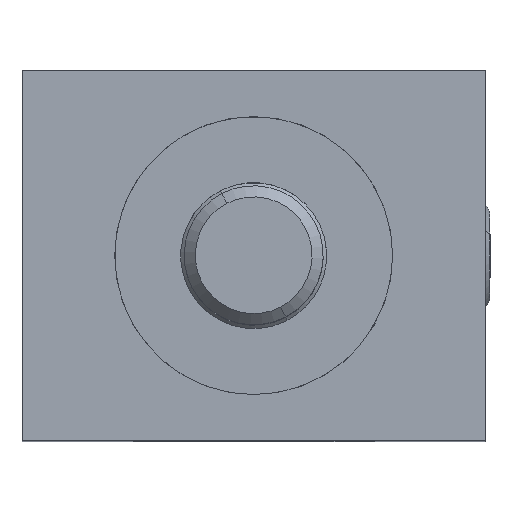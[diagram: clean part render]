
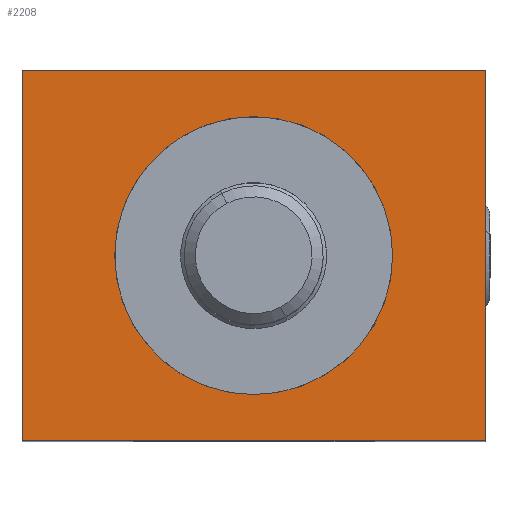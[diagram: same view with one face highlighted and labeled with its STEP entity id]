
A CAD part, top view. The second image highlights one B-rep face of the part: STEP entity #2208.
In plain terms, the highlighted planar face has unit normal (0, 0, 1).
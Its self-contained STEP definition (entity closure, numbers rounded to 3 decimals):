
#58 = DIRECTION ( 'NONE',  ( 0., -1., 0. ) ) ;
#223 = FACE_BOUND ( 'NONE', #3000, .T. ) ;
#242 = CARTESIAN_POINT ( 'NONE',  ( 6., 0., 0. ) ) ;
#250 = VECTOR ( 'NONE', #1595, 1000. ) ;
#257 = DIRECTION ( 'NONE',  ( -1., 0., 0. ) ) ;
#260 = ORIENTED_EDGE ( 'NONE', *, *, #292, .T. ) ;
#291 = FACE_OUTER_BOUND ( 'NONE', #2153, .T. ) ;
#292 = EDGE_CURVE ( 'NONE', #1708, #1054, #3181, .T. ) ;
#304 = VECTOR ( 'NONE', #2178, 1000. ) ;
#345 = DIRECTION ( 'NONE',  ( -1., 0., 0. ) ) ;
#487 = DIRECTION ( 'NONE',  ( 0., 0., -1. ) ) ;
#510 = DIRECTION ( 'NONE',  ( 0., 0., -1. ) ) ;
#530 = VECTOR ( 'NONE', #58, 1000. ) ;
#709 = CARTESIAN_POINT ( 'NONE',  ( -10., -8., 0. ) ) ;
#765 = CARTESIAN_POINT ( 'NONE',  ( -6., 0., 0. ) ) ;
#772 = ORIENTED_EDGE ( 'NONE', *, *, #921, .T. ) ;
#803 = CARTESIAN_POINT ( 'NONE',  ( -10., 8., 0. ) ) ;
#806 = VERTEX_POINT ( 'NONE', #2384 ) ;
#876 = CARTESIAN_POINT ( 'NONE',  ( 0., 0., 0. ) ) ;
#921 = EDGE_CURVE ( 'NONE', #1054, #1708, #1113, .T. ) ;
#926 = DIRECTION ( 'NONE',  ( -1., 0., 0. ) ) ;
#1054 = VERTEX_POINT ( 'NONE', #765 ) ;
#1113 = CIRCLE ( 'NONE', #2290, 6. ) ;
#1278 = EDGE_CURVE ( 'NONE', #806, #1819, #1890, .T. ) ;
#1315 = PLANE ( 'NONE',  #2551 ) ;
#1325 = LINE ( 'NONE', #803, #530 ) ;
#1337 = CARTESIAN_POINT ( 'NONE',  ( 10., -8., 0. ) ) ;
#1341 = CARTESIAN_POINT ( 'NONE',  ( -10., 8., 0. ) ) ;
#1418 = DIRECTION ( 'NONE',  ( 0., 0., -1. ) ) ;
#1544 = VERTEX_POINT ( 'NONE', #709 ) ;
#1557 = ORIENTED_EDGE ( 'NONE', *, *, #1559, .T. ) ;
#1559 = EDGE_CURVE ( 'NONE', #1544, #1819, #3013, .T. ) ;
#1566 = DIRECTION ( 'NONE',  ( 1., 0., 0. ) ) ;
#1595 = DIRECTION ( 'NONE',  ( 0., -1., 0. ) ) ;
#1625 = CARTESIAN_POINT ( 'NONE',  ( 10., 8., 0. ) ) ;
#1708 = VERTEX_POINT ( 'NONE', #242 ) ;
#1819 = VERTEX_POINT ( 'NONE', #1337 ) ;
#1890 = LINE ( 'NONE', #1625, #250 ) ;
#1940 = CARTESIAN_POINT ( 'NONE',  ( -10., -8., 0. ) ) ;
#1957 = AXIS2_PLACEMENT_3D ( 'NONE', #876, #1418, #345 ) ;
#2071 = VECTOR ( 'NONE', #1566, 1000. ) ;
#2087 = ORIENTED_EDGE ( 'NONE', *, *, #3085, .F. ) ;
#2153 = EDGE_LOOP ( 'NONE', ( #1557, #2612, #2087, #3259 ) ) ;
#2178 = DIRECTION ( 'NONE',  ( 1., 0., 0. ) ) ;
#2208 = ADVANCED_FACE ( 'NONE', ( #223, #291 ), #1315, .F. ) ;
#2290 = AXIS2_PLACEMENT_3D ( 'NONE', #2720, #487, #926 ) ;
#2384 = CARTESIAN_POINT ( 'NONE',  ( 10., 8., 0. ) ) ;
#2551 = AXIS2_PLACEMENT_3D ( 'NONE', #3293, #510, #257 ) ;
#2612 = ORIENTED_EDGE ( 'NONE', *, *, #1278, .F. ) ;
#2644 = VERTEX_POINT ( 'NONE', #3039 ) ;
#2720 = CARTESIAN_POINT ( 'NONE',  ( 0., 0., 0. ) ) ;
#2798 = LINE ( 'NONE', #1341, #2071 ) ;
#2834 = EDGE_CURVE ( 'NONE', #2644, #1544, #1325, .T. ) ;
#3000 = EDGE_LOOP ( 'NONE', ( #772, #260 ) ) ;
#3013 = LINE ( 'NONE', #1940, #304 ) ;
#3039 = CARTESIAN_POINT ( 'NONE',  ( -10., 8., 0. ) ) ;
#3085 = EDGE_CURVE ( 'NONE', #2644, #806, #2798, .T. ) ;
#3181 = CIRCLE ( 'NONE', #1957, 6. ) ;
#3259 = ORIENTED_EDGE ( 'NONE', *, *, #2834, .T. ) ;
#3293 = CARTESIAN_POINT ( 'NONE',  ( -10., 8., 0. ) ) ;
